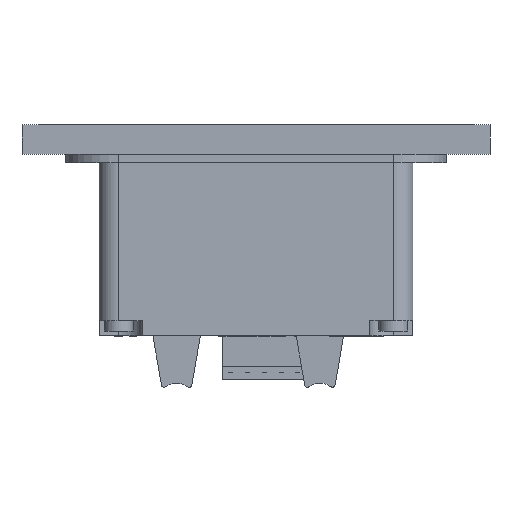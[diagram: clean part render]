
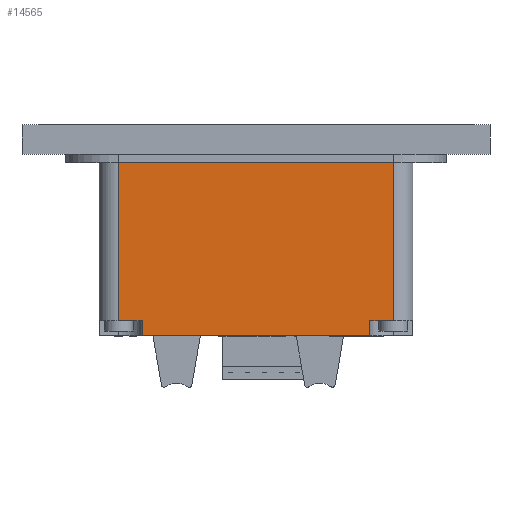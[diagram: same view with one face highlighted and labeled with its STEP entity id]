
A CAD part, front view. The second image highlights one B-rep face of the part: STEP entity #14565.
In plain terms, the highlighted face is planar.
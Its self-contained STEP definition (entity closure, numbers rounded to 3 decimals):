
#14565=ADVANCED_FACE('',(#17606),#16219,.T.);
#16219=PLANE('',#42801);
#17606=FACE_OUTER_BOUND('',#19199,.T.);
#19199=EDGE_LOOP('',(#21933,#21934,#21935,#21936,#21937,#21938,#21939,#21940));
#21933=ORIENTED_EDGE('',*,*,#32077,.F.);
#21934=ORIENTED_EDGE('',*,*,#32082,.T.);
#21935=ORIENTED_EDGE('',*,*,#32074,.F.);
#21936=ORIENTED_EDGE('',*,*,#32088,.T.);
#21937=ORIENTED_EDGE('',*,*,#32095,.T.);
#21938=ORIENTED_EDGE('',*,*,#31586,.F.);
#21939=ORIENTED_EDGE('',*,*,#32096,.F.);
#21940=ORIENTED_EDGE('',*,*,#32071,.T.);
#28887=VERTEX_POINT('',#51423);
#28888=VERTEX_POINT('',#51425);
#29200=VERTEX_POINT('',#52577);
#29201=VERTEX_POINT('',#52579);
#29203=VERTEX_POINT('',#52585);
#29204=VERTEX_POINT('',#52586);
#29205=VERTEX_POINT('',#52591);
#29210=VERTEX_POINT('',#52609);
#31586=EDGE_CURVE('',#28887,#28888,#35594,.T.);
#32071=EDGE_CURVE('',#29201,#29200,#36024,.T.);
#32074=EDGE_CURVE('',#29203,#29204,#36026,.T.);
#32077=EDGE_CURVE('',#29205,#29200,#36029,.T.);
#32082=EDGE_CURVE('',#29205,#29204,#36034,.T.);
#32088=EDGE_CURVE('',#29203,#29210,#36039,.T.);
#32095=EDGE_CURVE('',#29210,#28888,#36045,.T.);
#32096=EDGE_CURVE('',#29201,#28887,#36046,.T.);
#35594=LINE('',#51424,#39006);
#36024=LINE('',#52578,#39440);
#36026=LINE('',#52584,#39442);
#36029=LINE('',#52590,#39445);
#36034=LINE('',#52599,#39450);
#36039=LINE('',#52610,#39455);
#36045=LINE('',#52623,#39461);
#36046=LINE('',#52624,#39462);
#39006=VECTOR('',#44340,1.);
#39440=VECTOR('',#45260,1.);
#39442=VECTOR('',#45266,1.);
#39445=VECTOR('',#45271,1.);
#39450=VECTOR('',#45278,1.);
#39455=VECTOR('',#45289,1.);
#39461=VECTOR('',#45305,1.);
#39462=VECTOR('',#45306,1.);
#42801=AXIS2_PLACEMENT_3D('',#52625,#45307,#45308);
#44340=DIRECTION('',(0.,-1.,0.));
#45260=DIRECTION('',(0.,-1.,0.));
#45266=DIRECTION('',(0.,0.,1.));
#45271=DIRECTION('',(0.,0.,-1.));
#45278=DIRECTION('',(0.,-1.,0.));
#45289=DIRECTION('',(0.,-1.,0.));
#45305=DIRECTION('',(0.,0.,-1.));
#45306=DIRECTION('',(0.,0.,-1.));
#45307=DIRECTION('',(1.,0.,0.));
#45308=DIRECTION('',(0.,0.,-1.));
#51423=CARTESIAN_POINT('',(63.85,28.852,0.));
#51424=CARTESIAN_POINT('',(63.85,28.852,0.));
#51425=CARTESIAN_POINT('',(63.85,-28.852,0.));
#52577=CARTESIAN_POINT('',(63.85,23.833,34.8));
#52578=CARTESIAN_POINT('',(63.85,28.852,34.8));
#52579=CARTESIAN_POINT('',(63.85,28.852,34.8));
#52584=CARTESIAN_POINT('',(63.85,-23.833,38.));
#52585=CARTESIAN_POINT('',(63.85,-23.833,34.8));
#52586=CARTESIAN_POINT('',(63.85,-23.833,38.));
#52590=CARTESIAN_POINT('',(63.85,23.833,38.));
#52591=CARTESIAN_POINT('',(63.85,23.833,38.));
#52599=CARTESIAN_POINT('',(63.85,28.852,38.));
#52609=CARTESIAN_POINT('',(63.85,-28.852,34.8));
#52610=CARTESIAN_POINT('',(63.85,28.852,34.8));
#52623=CARTESIAN_POINT('',(63.85,-28.852,38.));
#52624=CARTESIAN_POINT('',(63.85,28.852,38.));
#52625=CARTESIAN_POINT('',(63.85,28.852,38.));
